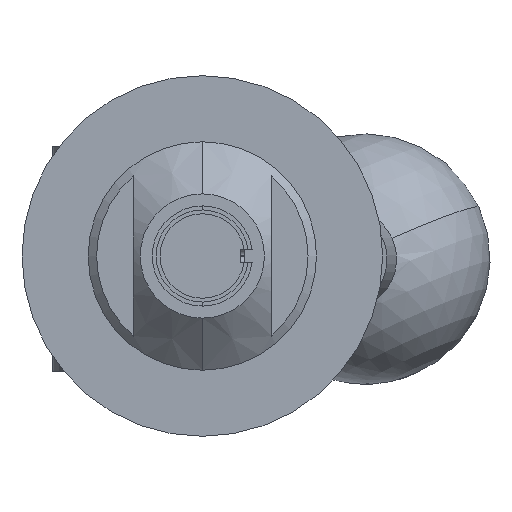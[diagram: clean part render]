
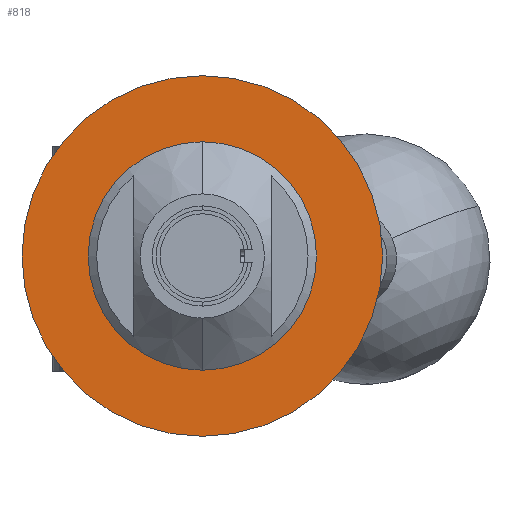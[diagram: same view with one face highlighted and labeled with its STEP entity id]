
A CAD part, left-side view. The second image highlights one B-rep face of the part: STEP entity #818.
In plain terms, the highlighted planar face has unit normal (-1, 0, 0).
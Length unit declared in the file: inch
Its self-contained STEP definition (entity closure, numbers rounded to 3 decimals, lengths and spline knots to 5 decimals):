
#103 = AXIS2_PLACEMENT_3D ( 'NONE', #1579, #10595, #4950 ) ;
#584 = FACE_OUTER_BOUND ( 'NONE', #11864, .T. ) ;
#657 = DIRECTION ( 'NONE',  ( -1., 0., 0. ) ) ;
#818 = ADVANCED_FACE ( 'NONE', ( #11007, #584 ), #10794, .F. ) ;
#1163 = CIRCLE ( 'NONE', #9478, 0.9 ) ;
#1304 = DIRECTION ( 'NONE',  ( 0., 0., 1. ) ) ;
#1579 = CARTESIAN_POINT ( 'NONE',  ( -3.405, 0., 0. ) ) ;
#1757 = EDGE_CURVE ( 'NONE', #9149, #10753, #12532, .T. ) ;
#2294 = CARTESIAN_POINT ( 'NONE',  ( -3.405, 0., -0.9 ) ) ;
#3752 = EDGE_CURVE ( 'NONE', #10753, #9149, #11884, .T. ) ;
#4901 = CARTESIAN_POINT ( 'NONE',  ( -3.405, 0., 0.9 ) ) ;
#4950 = DIRECTION ( 'NONE',  ( 0., 0., 1. ) ) ;
#5140 = DIRECTION ( 'NONE',  ( 1., 0., 0. ) ) ;
#5623 = CARTESIAN_POINT ( 'NONE',  ( -3.405, 0., -0.57 ) ) ;
#5672 = DIRECTION ( 'NONE',  ( -1., 0., 0. ) ) ;
#6122 = CARTESIAN_POINT ( 'NONE',  ( -3.405, 0., 0.57 ) ) ;
#6149 = AXIS2_PLACEMENT_3D ( 'NONE', #7991, #5672, #7773 ) ;
#6201 = VERTEX_POINT ( 'NONE', #4901 ) ;
#6533 = AXIS2_PLACEMENT_3D ( 'NONE', #6551, #5140, #9663 ) ;
#6551 = CARTESIAN_POINT ( 'NONE',  ( -3.405, 0.9, 0. ) ) ;
#6684 = AXIS2_PLACEMENT_3D ( 'NONE', #7124, #11637, #1304 ) ;
#6953 = ORIENTED_EDGE ( 'NONE', *, *, #1757, .F. ) ;
#7124 = CARTESIAN_POINT ( 'NONE',  ( -3.405, 0., 0. ) ) ;
#7287 = ORIENTED_EDGE ( 'NONE', *, *, #3752, .F. ) ;
#7536 = EDGE_CURVE ( 'NONE', #6201, #11225, #11747, .T. ) ;
#7773 = DIRECTION ( 'NONE',  ( 0., 0., 1. ) ) ;
#7991 = CARTESIAN_POINT ( 'NONE',  ( -3.405, 0., 0. ) ) ;
#8434 = EDGE_LOOP ( 'NONE', ( #7287, #6953 ) ) ;
#8478 = ORIENTED_EDGE ( 'NONE', *, *, #14479, .T. ) ;
#9056 = ORIENTED_EDGE ( 'NONE', *, *, #7536, .T. ) ;
#9149 = VERTEX_POINT ( 'NONE', #5623 ) ;
#9478 = AXIS2_PLACEMENT_3D ( 'NONE', #9804, #657, #9586 ) ;
#9586 = DIRECTION ( 'NONE',  ( 0., 0., 1. ) ) ;
#9663 = DIRECTION ( 'NONE',  ( 0., 0., -1. ) ) ;
#9804 = CARTESIAN_POINT ( 'NONE',  ( -3.405, 0., 0. ) ) ;
#10595 = DIRECTION ( 'NONE',  ( -1., 0., 0. ) ) ;
#10753 = VERTEX_POINT ( 'NONE', #6122 ) ;
#10794 = PLANE ( 'NONE',  #6533 ) ;
#11007 = FACE_BOUND ( 'NONE', #8434, .T. ) ;
#11225 = VERTEX_POINT ( 'NONE', #2294 ) ;
#11637 = DIRECTION ( 'NONE',  ( -1., 0., 0. ) ) ;
#11747 = CIRCLE ( 'NONE', #103, 0.9 ) ;
#11864 = EDGE_LOOP ( 'NONE', ( #9056, #8478 ) ) ;
#11884 = CIRCLE ( 'NONE', #6684, 0.57 ) ;
#12532 = CIRCLE ( 'NONE', #6149, 0.57 ) ;
#14479 = EDGE_CURVE ( 'NONE', #11225, #6201, #1163, .T. ) ;
